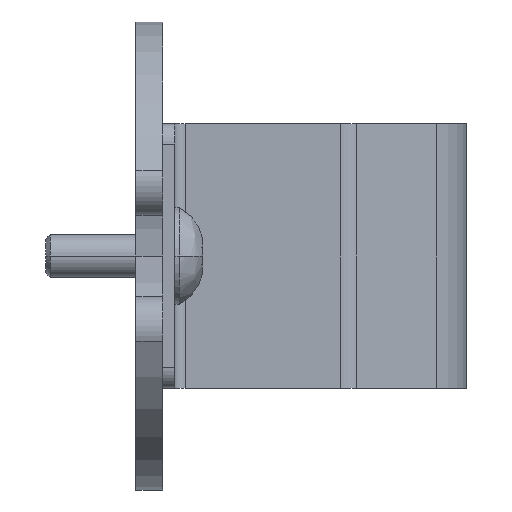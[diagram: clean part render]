
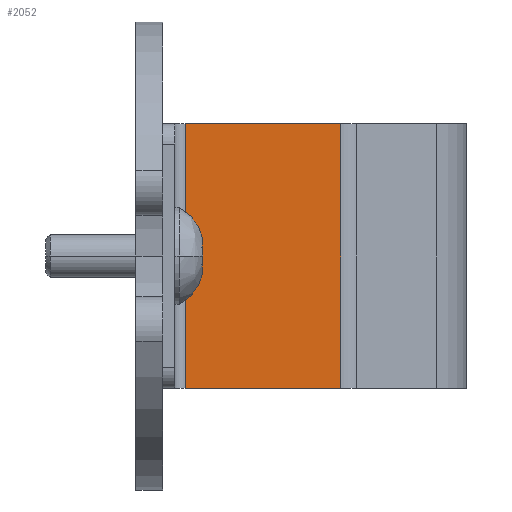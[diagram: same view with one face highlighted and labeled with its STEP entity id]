
A CAD part, left-side view. The second image highlights one B-rep face of the part: STEP entity #2052.
In plain terms, the highlighted face is planar.
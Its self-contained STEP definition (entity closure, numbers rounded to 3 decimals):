
#1291=DIRECTION('',(0.,1.,0.));
#1292=VECTOR('',#1291,15.306);
#1293=CARTESIAN_POINT('',(-13.,2.194,15.694));
#1294=LINE('',#1293,#1292);
#1379=DIRECTION('',(0.,1.,0.));
#1380=VECTOR('',#1379,15.306);
#1381=CARTESIAN_POINT('',(13.,2.194,15.694));
#1382=LINE('',#1381,#1380);
#1467=DIRECTION('',(-1.,0.,0.));
#1468=VECTOR('',#1467,26.);
#1469=CARTESIAN_POINT('',(13.,2.194,15.694));
#1470=LINE('',#1469,#1468);
#1471=DIRECTION('',(1.,0.,0.));
#1472=VECTOR('',#1471,26.);
#1473=CARTESIAN_POINT('',(-13.,17.5,15.694));
#1474=LINE('',#1473,#1472);
#1767=CARTESIAN_POINT('',(-13.,17.5,15.694));
#1769=VERTEX_POINT('',#1767);
#1779=CARTESIAN_POINT('',(13.,17.5,15.694));
#1781=VERTEX_POINT('',#1779);
#1785=CARTESIAN_POINT('',(13.,2.194,15.694));
#1786=CARTESIAN_POINT('',(-13.,2.194,15.694));
#1787=VERTEX_POINT('',#1785);
#1788=VERTEX_POINT('',#1786);
#2040=CARTESIAN_POINT('',(-13.,1.194,15.694));
#2041=DIRECTION('',(0.,0.,-1.));
#2042=DIRECTION('',(0.,1.,0.));
#2043=AXIS2_PLACEMENT_3D('',#2040,#2041,#2042);
#2044=PLANE('',#2043);
#2045=ORIENTED_EDGE('',*,*,#2032,.T.);
#2046=ORIENTED_EDGE('',*,*,#1880,.T.);
#2048=ORIENTED_EDGE('',*,*,#2047,.T.);
#2049=ORIENTED_EDGE('',*,*,#1983,.F.);
#2050=EDGE_LOOP('',(#2045,#2046,#2048,#2049));
#2051=FACE_OUTER_BOUND('',#2050,.F.);
#2052=ADVANCED_FACE('',(#2051),#2044,.F.);
#1880=EDGE_CURVE('',#1788,#1769,#1294,.T.);
#1983=EDGE_CURVE('',#1787,#1781,#1382,.T.);
#2032=EDGE_CURVE('',#1787,#1788,#1470,.T.);
#2047=EDGE_CURVE('',#1769,#1781,#1474,.T.);
